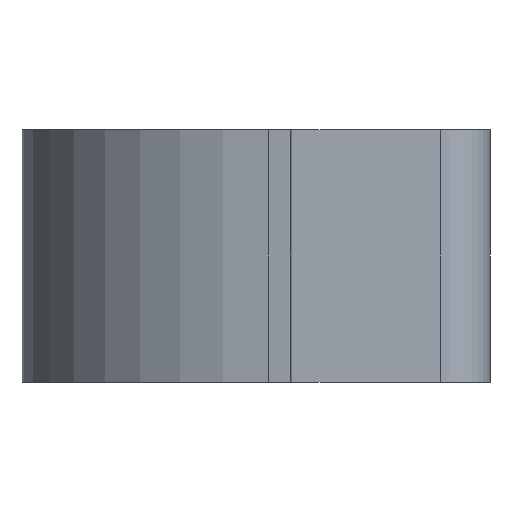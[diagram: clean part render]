
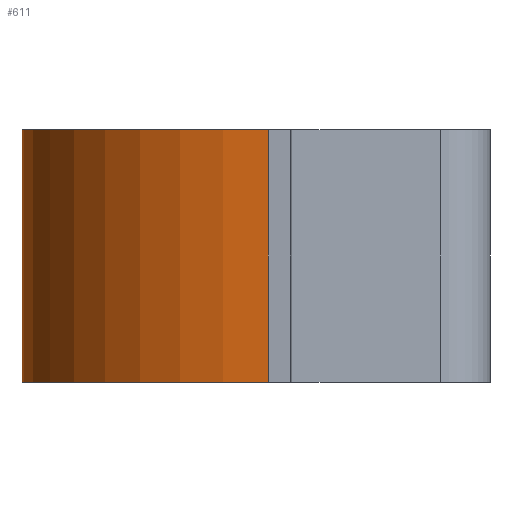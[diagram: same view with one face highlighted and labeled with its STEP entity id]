
A CAD part, left-side view. The second image highlights one B-rep face of the part: STEP entity #611.
In plain terms, the highlighted cylindrical face has radius 15 mm (diameter 30 mm), a partial arc.
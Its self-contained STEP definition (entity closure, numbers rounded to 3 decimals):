
#8 = DIRECTION ( 'NONE',  ( 0., 0., 1. ) ) ;
#21 = CARTESIAN_POINT ( 'NONE',  ( 15., 0., 7. ) ) ;
#52 = CARTESIAN_POINT ( 'NONE',  ( 15., 0., 7. ) ) ;
#56 = DIRECTION ( 'NONE',  ( 0., 0., -1. ) ) ;
#102 = CYLINDRICAL_SURFACE ( 'NONE', #113, 15. ) ;
#108 = ORIENTED_EDGE ( 'NONE', *, *, #353, .F. ) ;
#113 = AXIS2_PLACEMENT_3D ( 'NONE', #478, #425, #443 ) ;
#122 = VECTOR ( 'NONE', #305, 1000. ) ;
#144 = CIRCLE ( 'NONE', #462, 15. ) ;
#157 = ORIENTED_EDGE ( 'NONE', *, *, #186, .T. ) ;
#165 = EDGE_CURVE ( 'NONE', #333, #378, #494, .T. ) ;
#174 = EDGE_CURVE ( 'NONE', #245, #378, #590, .T. ) ;
#186 = EDGE_CURVE ( 'NONE', #379, #333, #606, .T. ) ;
#215 = DIRECTION ( 'NONE',  ( 1., 0., 0. ) ) ;
#236 = VECTOR ( 'NONE', #56, 1000. ) ;
#245 = VERTEX_POINT ( 'NONE', #560 ) ;
#253 = EDGE_LOOP ( 'NONE', ( #528, #266, #108, #157 ) ) ;
#266 = ORIENTED_EDGE ( 'NONE', *, *, #174, .F. ) ;
#301 = CARTESIAN_POINT ( 'NONE',  ( -14.943, 1.307, 7. ) ) ;
#305 = DIRECTION ( 'NONE',  ( 0., 0., -1. ) ) ;
#320 = FACE_OUTER_BOUND ( 'NONE', #253, .T. ) ;
#325 = CARTESIAN_POINT ( 'NONE',  ( 0., 0., 7. ) ) ;
#333 = VERTEX_POINT ( 'NONE', #405 ) ;
#353 = EDGE_CURVE ( 'NONE', #379, #245, #144, .T. ) ;
#378 = VERTEX_POINT ( 'NONE', #441 ) ;
#379 = VERTEX_POINT ( 'NONE', #21 ) ;
#405 = CARTESIAN_POINT ( 'NONE',  ( 15., 0., -7. ) ) ;
#425 = DIRECTION ( 'NONE',  ( 0., 0., -1. ) ) ;
#441 = CARTESIAN_POINT ( 'NONE',  ( -14.943, 1.307, -7. ) ) ;
#443 = DIRECTION ( 'NONE',  ( -1., 0., 0. ) ) ;
#462 = AXIS2_PLACEMENT_3D ( 'NONE', #325, #483, #215 ) ;
#478 = CARTESIAN_POINT ( 'NONE',  ( 0., 0., 7. ) ) ;
#483 = DIRECTION ( 'NONE',  ( 0., 0., 1. ) ) ;
#494 = CIRCLE ( 'NONE', #601, 15. ) ;
#528 = ORIENTED_EDGE ( 'NONE', *, *, #165, .T. ) ;
#540 = CARTESIAN_POINT ( 'NONE',  ( 0., 0., -7. ) ) ;
#560 = CARTESIAN_POINT ( 'NONE',  ( -14.943, 1.307, 7. ) ) ;
#590 = LINE ( 'NONE', #301, #236 ) ;
#601 = AXIS2_PLACEMENT_3D ( 'NONE', #540, #8, #614 ) ;
#606 = LINE ( 'NONE', #52, #122 ) ;
#611 = ADVANCED_FACE ( 'NONE', ( #320 ), #102, .T. ) ;
#614 = DIRECTION ( 'NONE',  ( 1., 0., 0. ) ) ;
